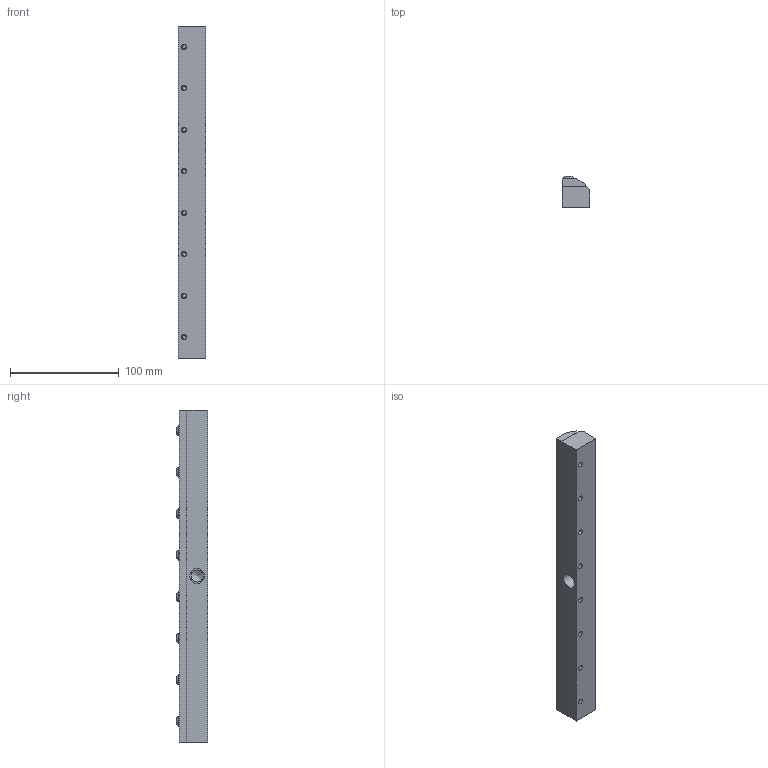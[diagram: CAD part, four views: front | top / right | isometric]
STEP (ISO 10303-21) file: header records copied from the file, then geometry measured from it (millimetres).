
FILE_DESCRIPTION((''),'2;1');
FILE_NAME('2612.stp','2012-03-12T12:42:40',('Dan Preston'),(''),'Autodesk Inventor 2012','Autodesk Inventor 2012','');
FILE_SCHEMA(('AUTOMOTIVE_DESIGN { 1 0 10303 214 1 1 1 1 }'));
Length unit declared in the file: inch
Products named in the file (4): 2603; 2603-b; 2603-c; Hexagon Socket Button Head Cap Screw - Inch 10 - 24 x 5/8
Assembly tree (10 placements, depth 2):
  2603
    2603-b
    2603-c
    Hexagon Socket Button Head Cap Screw - Inch 10 - 24 x 5/8  x8
Bounding box: 25.41 x 28.51 x 304.8 mm (x, y, z)
Volume: 181961.3 mm3; surface area: 50566.6 mm2
Topology: 10 solids, 10 shells, 156 faces, 365 edges, 238 vertices
Faces by surface type: plane 89, cylinder 34, cone 17, torus 8, bspline 8
Full cylindrical faces by diameter (mm): 4.801 x8, 4.826 x8, 5.159 x8, 9.169 x8, 11.113 x1, 13.716 x1
Entity records: 1639 total; most frequent: CARTESIAN_POINT 297, DIRECTION 262, ORIENTED_EDGE 194, EDGE_LOOP 110, AXIS2_PLACEMENT_3D 107, EDGE_CURVE 97, VERTEX_POINT 79, FACE_BOUND 59
